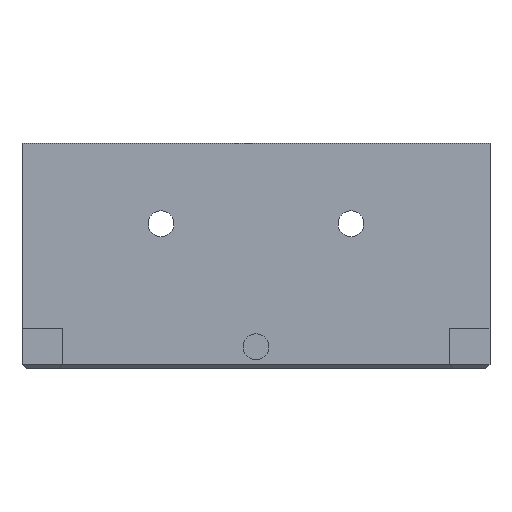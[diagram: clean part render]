
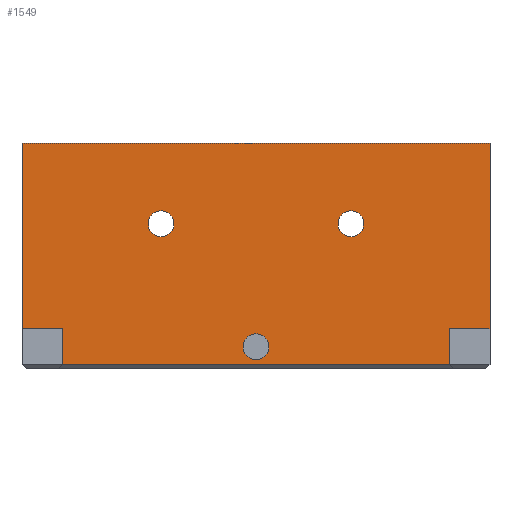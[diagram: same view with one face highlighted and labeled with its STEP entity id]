
A CAD part, front view. The second image highlights one B-rep face of the part: STEP entity #1549.
In plain terms, the highlighted planar face has unit normal (0, -1, 0).
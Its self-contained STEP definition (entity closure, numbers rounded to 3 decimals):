
#7 = PLANE ( 'NONE',  #321 ) ;
#44 = VECTOR ( 'NONE', #267, 1000. ) ;
#77 = CARTESIAN_POINT ( 'NONE',  ( -3.344, -24., 0.5 ) ) ;
#116 = EDGE_CURVE ( 'NONE', #2302, #1253, #799, .T. ) ;
#157 = EDGE_CURVE ( 'NONE', #2108, #2392, #272, .T. ) ;
#187 = VERTEX_POINT ( 'NONE', #1007 ) ;
#196 = VECTOR ( 'NONE', #422, 1000. ) ;
#202 = VECTOR ( 'NONE', #1115, 1000. ) ;
#244 = CARTESIAN_POINT ( 'NONE',  ( 49.657, -24., 28. ) ) ;
#247 = DIRECTION ( 'NONE',  ( 1., 0., 0. ) ) ;
#249 = CARTESIAN_POINT ( 'NONE',  ( 34.021, -24., 18. ) ) ;
#255 = LINE ( 'NONE', #2231, #44 ) ;
#267 = DIRECTION ( 'NONE',  ( -1., 0., 0. ) ) ;
#268 = CARTESIAN_POINT ( 'NONE',  ( -3.344, -24., 5. ) ) ;
#272 = CIRCLE ( 'NONE', #609, 1.6 ) ;
#309 = VERTEX_POINT ( 'NONE', #1620 ) ;
#317 = EDGE_CURVE ( 'NONE', #825, #1827, #255, .T. ) ;
#321 = AXIS2_PLACEMENT_3D ( 'NONE', #1380, #2358, #2212 ) ;
#326 = CARTESIAN_POINT ( 'NONE',  ( 35.157, -24., 5. ) ) ;
#351 = VERTEX_POINT ( 'NONE', #1139 ) ;
#400 = VECTOR ( 'NONE', #1816, 1000. ) ;
#412 = VERTEX_POINT ( 'NONE', #1525 ) ;
#422 = DIRECTION ( 'NONE',  ( 0., 0., 1. ) ) ;
#462 = EDGE_CURVE ( 'NONE', #525, #309, #1651, .T. ) ;
#497 = EDGE_CURVE ( 'NONE', #351, #412, #869, .T. ) ;
#513 = DIRECTION ( 'NONE',  ( 1., 0., 0. ) ) ;
#525 = VERTEX_POINT ( 'NONE', #249 ) ;
#568 = EDGE_CURVE ( 'NONE', #1253, #1827, #816, .T. ) ;
#571 = DIRECTION ( 'NONE',  ( 0., 1., 0. ) ) ;
#609 = AXIS2_PLACEMENT_3D ( 'NONE', #2375, #626, #1397 ) ;
#626 = DIRECTION ( 'NONE',  ( 0., 1., 0. ) ) ;
#639 = DIRECTION ( 'NONE',  ( 0., 1., 0. ) ) ;
#701 = ORIENTED_EDGE ( 'NONE', *, *, #1402, .F. ) ;
#708 = LINE ( 'NONE', #1683, #1924 ) ;
#716 = EDGE_LOOP ( 'NONE', ( #2123, #949 ) ) ;
#719 = CIRCLE ( 'NONE', #1261, 1.6 ) ;
#730 = ORIENTED_EDGE ( 'NONE', *, *, #317, .F. ) ;
#735 = DIRECTION ( 'NONE',  ( 1., 0., 0. ) ) ;
#754 = AXIS2_PLACEMENT_3D ( 'NONE', #2172, #639, #247 ) ;
#770 = CARTESIAN_POINT ( 'NONE',  ( 44.657, -24., 9.5 ) ) ;
#799 = LINE ( 'NONE', #244, #2462 ) ;
#816 = LINE ( 'NONE', #828, #400 ) ;
#825 = VERTEX_POINT ( 'NONE', #268 ) ;
#828 = CARTESIAN_POINT ( 'NONE',  ( -8.344, -24., 28. ) ) ;
#843 = CARTESIAN_POINT ( 'NONE',  ( 44.657, -24., 0.5 ) ) ;
#850 = VERTEX_POINT ( 'NONE', #77 ) ;
#853 = ORIENTED_EDGE ( 'NONE', *, *, #157, .T. ) ;
#859 = AXIS2_PLACEMENT_3D ( 'NONE', #1477, #2264, #1681 ) ;
#869 = CIRCLE ( 'NONE', #1371, 1.6 ) ;
#908 = FACE_BOUND ( 'NONE', #716, .T. ) ;
#922 = LINE ( 'NONE', #326, #202 ) ;
#930 = EDGE_CURVE ( 'NONE', #850, #825, #708, .T. ) ;
#949 = ORIENTED_EDGE ( 'NONE', *, *, #2339, .T. ) ;
#997 = CARTESIAN_POINT ( 'NONE',  ( 19.056, -24., 2.75 ) ) ;
#1002 = FACE_BOUND ( 'NONE', #1732, .T. ) ;
#1007 = CARTESIAN_POINT ( 'NONE',  ( 49.657, -24., 5. ) ) ;
#1013 = CARTESIAN_POINT ( 'NONE',  ( 44.657, -24., 5. ) ) ;
#1115 = DIRECTION ( 'NONE',  ( -1., 0., 0. ) ) ;
#1139 = CARTESIAN_POINT ( 'NONE',  ( 10.492, -24., 18. ) ) ;
#1141 = LINE ( 'NONE', #770, #1311 ) ;
#1191 = LINE ( 'NONE', #1398, #196 ) ;
#1223 = DIRECTION ( 'NONE',  ( 0., 1., 0. ) ) ;
#1253 = VERTEX_POINT ( 'NONE', #2422 ) ;
#1261 = AXIS2_PLACEMENT_3D ( 'NONE', #1344, #571, #735 ) ;
#1311 = VECTOR ( 'NONE', #2517, 1000. ) ;
#1316 = EDGE_CURVE ( 'NONE', #850, #1666, #2449, .T. ) ;
#1323 = ORIENTED_EDGE ( 'NONE', *, *, #1316, .T. ) ;
#1344 = CARTESIAN_POINT ( 'NONE',  ( 8.892, -24., 18. ) ) ;
#1371 = AXIS2_PLACEMENT_3D ( 'NONE', #2223, #2000, #2379 ) ;
#1380 = CARTESIAN_POINT ( 'NONE',  ( 20.657, -24., 14. ) ) ;
#1382 = EDGE_CURVE ( 'NONE', #309, #525, #1966, .T. ) ;
#1391 = CARTESIAN_POINT ( 'NONE',  ( 44.657, -24., 0.5 ) ) ;
#1397 = DIRECTION ( 'NONE',  ( 1., 0., 0. ) ) ;
#1398 = CARTESIAN_POINT ( 'NONE',  ( 49.657, -24., 5. ) ) ;
#1402 = EDGE_CURVE ( 'NONE', #187, #1661, #922, .T. ) ;
#1425 = EDGE_CURVE ( 'NONE', #1661, #1666, #1141, .T. ) ;
#1477 = CARTESIAN_POINT ( 'NONE',  ( 32.421, -24., 18. ) ) ;
#1486 = AXIS2_PLACEMENT_3D ( 'NONE', #2406, #1223, #1974 ) ;
#1525 = CARTESIAN_POINT ( 'NONE',  ( 7.292, -24., 18. ) ) ;
#1546 = CARTESIAN_POINT ( 'NONE',  ( 22.257, -24., 2.75 ) ) ;
#1549 = ADVANCED_FACE ( 'NONE', ( #2543, #2150, #908, #1002 ), #7, .T. ) ;
#1620 = CARTESIAN_POINT ( 'NONE',  ( 30.821, -24., 18. ) ) ;
#1651 = CIRCLE ( 'NONE', #1486, 1.6 ) ;
#1661 = VERTEX_POINT ( 'NONE', #1013 ) ;
#1666 = VERTEX_POINT ( 'NONE', #1391 ) ;
#1677 = ORIENTED_EDGE ( 'NONE', *, *, #462, .T. ) ;
#1681 = DIRECTION ( 'NONE',  ( 1., 0., 0. ) ) ;
#1683 = CARTESIAN_POINT ( 'NONE',  ( -3.344, -24., 7. ) ) ;
#1732 = EDGE_LOOP ( 'NONE', ( #2049, #853 ) ) ;
#1789 = ORIENTED_EDGE ( 'NONE', *, *, #930, .F. ) ;
#1794 = EDGE_CURVE ( 'NONE', #187, #2302, #1191, .T. ) ;
#1816 = DIRECTION ( 'NONE',  ( 0., 0., -1. ) ) ;
#1827 = VERTEX_POINT ( 'NONE', #1969 ) ;
#1907 = ORIENTED_EDGE ( 'NONE', *, *, #568, .T. ) ;
#1913 = CARTESIAN_POINT ( 'NONE',  ( 49.657, -24., 28. ) ) ;
#1924 = VECTOR ( 'NONE', #2480, 1000. ) ;
#1925 = VECTOR ( 'NONE', #513, 1000. ) ;
#1966 = CIRCLE ( 'NONE', #859, 1.6 ) ;
#1969 = CARTESIAN_POINT ( 'NONE',  ( -8.344, -24., 5. ) ) ;
#1974 = DIRECTION ( 'NONE',  ( 1., 0., 0. ) ) ;
#2000 = DIRECTION ( 'NONE',  ( 0., 1., 0. ) ) ;
#2049 = ORIENTED_EDGE ( 'NONE', *, *, #2058, .T. ) ;
#2058 = EDGE_CURVE ( 'NONE', #2392, #2108, #2110, .T. ) ;
#2108 = VERTEX_POINT ( 'NONE', #997 ) ;
#2110 = CIRCLE ( 'NONE', #754, 1.6 ) ;
#2123 = ORIENTED_EDGE ( 'NONE', *, *, #497, .T. ) ;
#2150 = FACE_BOUND ( 'NONE', #2482, .T. ) ;
#2170 = DIRECTION ( 'NONE',  ( -1., 0., 0. ) ) ;
#2172 = CARTESIAN_POINT ( 'NONE',  ( 20.657, -24., 2.75 ) ) ;
#2212 = DIRECTION ( 'NONE',  ( 0., 0., -1. ) ) ;
#2223 = CARTESIAN_POINT ( 'NONE',  ( 8.892, -24., 18. ) ) ;
#2231 = CARTESIAN_POINT ( 'NONE',  ( 8.656, -24., 5. ) ) ;
#2264 = DIRECTION ( 'NONE',  ( 0., 1., 0. ) ) ;
#2302 = VERTEX_POINT ( 'NONE', #1913 ) ;
#2315 = EDGE_LOOP ( 'NONE', ( #1789, #1323, #2329, #701, #2542, #2377, #1907, #730 ) ) ;
#2329 = ORIENTED_EDGE ( 'NONE', *, *, #1425, .F. ) ;
#2339 = EDGE_CURVE ( 'NONE', #412, #351, #719, .T. ) ;
#2358 = DIRECTION ( 'NONE',  ( 0., -1., 0. ) ) ;
#2375 = CARTESIAN_POINT ( 'NONE',  ( 20.657, -24., 2.75 ) ) ;
#2377 = ORIENTED_EDGE ( 'NONE', *, *, #116, .T. ) ;
#2379 = DIRECTION ( 'NONE',  ( 1., 0., 0. ) ) ;
#2392 = VERTEX_POINT ( 'NONE', #1546 ) ;
#2406 = CARTESIAN_POINT ( 'NONE',  ( 32.421, -24., 18. ) ) ;
#2422 = CARTESIAN_POINT ( 'NONE',  ( -8.344, -24., 28. ) ) ;
#2449 = LINE ( 'NONE', #843, #1925 ) ;
#2458 = ORIENTED_EDGE ( 'NONE', *, *, #1382, .T. ) ;
#2462 = VECTOR ( 'NONE', #2170, 1000. ) ;
#2480 = DIRECTION ( 'NONE',  ( 0., 0., 1. ) ) ;
#2482 = EDGE_LOOP ( 'NONE', ( #1677, #2458 ) ) ;
#2517 = DIRECTION ( 'NONE',  ( 0., 0., -1. ) ) ;
#2542 = ORIENTED_EDGE ( 'NONE', *, *, #1794, .T. ) ;
#2543 = FACE_OUTER_BOUND ( 'NONE', #2315, .T. ) ;
